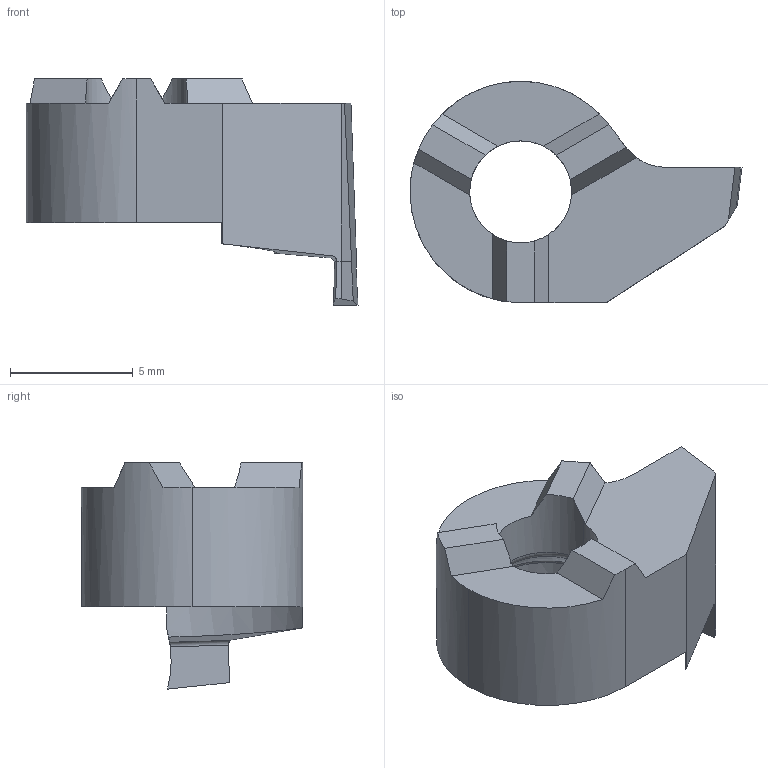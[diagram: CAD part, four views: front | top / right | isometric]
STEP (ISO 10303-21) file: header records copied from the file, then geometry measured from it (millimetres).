
FILE_DESCRIPTION(/* description */ (''),/* implementation_level */ '2;1');
FILE_NAME(/* name */ '1638012216747.stp',/* time_stamp */ '2021-11-27T16:53:53+05:00',/* author */ (''),/* organization */ ('SMS'),/* preprocessor_version */ 'ST-DEVELOPER v16.7',/* originating_system */ 'SIEMENS PLM Software NX 12.0',/* authorisation */ '');
FILE_SCHEMA (('AUTOMOTIVE_DESIGN { 1 0 10303 214 3 1 1 1 }'));
Length unit declared in the file: millimetre
Products named in the file (1): 203828617mod000_00
Bounding box: 13.5 x 9 x 9.2 mm (x, y, z)
Volume: 331 mm3; surface area: 434.3 mm2
Topology: 2 solids, 2 shells, 46 faces, 122 edges, 82 vertices
Faces by surface type: plane 27, cylinder 11, cone 4, torus 4
Entity records: 1524 total; most frequent: CARTESIAN_POINT 351, ORIENTED_EDGE 242, DIRECTION 227, EDGE_CURVE 121, AXIS2_PLACEMENT_3D 81, VERTEX_POINT 78, LINE 65, VECTOR 65
